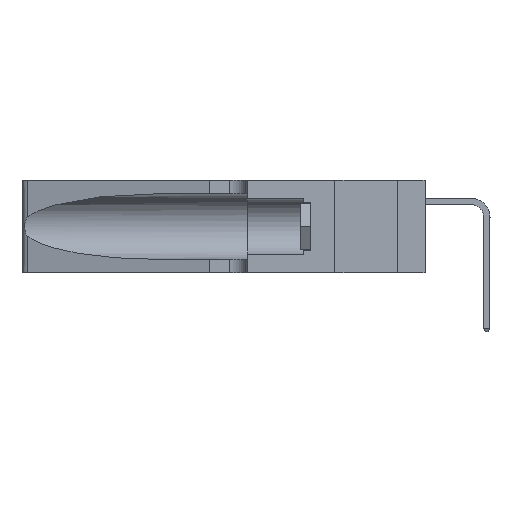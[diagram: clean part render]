
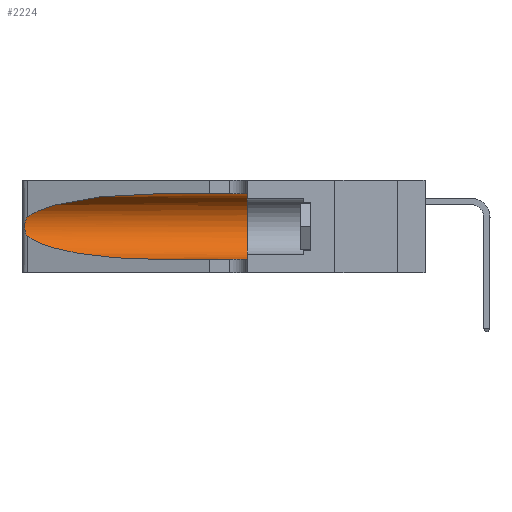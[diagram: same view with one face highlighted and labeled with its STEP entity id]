
A CAD part, left-side view. The second image highlights one B-rep face of the part: STEP entity #2224.
In plain terms, the highlighted cylindrical face has radius 3.308 mm (diameter 6.617 mm), a partial arc.
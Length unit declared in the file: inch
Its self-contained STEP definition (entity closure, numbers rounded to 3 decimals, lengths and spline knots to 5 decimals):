
#272 = ORIENTED_EDGE ( 'NONE', *, *, #4245, .F. ) ;
#362 = EDGE_CURVE ( 'NONE', #40000, #32290, #47871, .T. ) ;
#581 = CARTESIAN_POINT ( 'NONE',  ( 0.25487, 1.22718, 0.22369 ) ) ;
#2224 = ADVANCED_FACE ( 'NONE', ( #40162 ), #18891, .F. ) ;
#2330 = VECTOR ( 'NONE', #46291, 39.37008 ) ;
#2753 = VERTEX_POINT ( 'NONE', #4056 ) ;
#3946 = CARTESIAN_POINT ( 'NONE',  ( 0.26075, 1.23896, 0.178 ) ) ;
#4056 = CARTESIAN_POINT ( 'NONE',  ( 0.25487, 1.22718, 0.14631 ) ) ;
#4245 = EDGE_CURVE ( 'NONE', #32290, #43147, #48675, .T. ) ;
#4316 = EDGE_CURVE ( 'NONE', #33067, #43147, #14315, .T. ) ;
#7026 = ORIENTED_EDGE ( 'NONE', *, *, #14284, .T. ) ;
#7850 = CARTESIAN_POINT ( 'NONE',  ( 0.25487, 1.22718, 0.22369 ) ) ;
#7917 = CARTESIAN_POINT ( 'NONE',  ( 0.1305, 0.35, 0.05475 ) ) ;
#8018 = CARTESIAN_POINT ( 'NONE',  ( 0.25856, 1.23593, 0.16098 ) ) ;
#8519 =( BOUNDED_CURVE ( )  B_SPLINE_CURVE ( 3, ( #44561, #48553, #24584, #581 ),
 .UNSPECIFIED., .F., .T. ) 
 B_SPLINE_CURVE_WITH_KNOTS ( ( 4, 4 ),
 ( 1.5708, 2.84003 ),
 .UNSPECIFIED. ) 
 CURVE ( )  GEOMETRIC_REPRESENTATION_ITEM ( )  RATIONAL_B_SPLINE_CURVE ( ( 1., 0.87, 0.87, 1. ) ) 
 REPRESENTATION_ITEM ( '' )  );
#8718 = ORIENTED_EDGE ( 'NONE', *, *, #362, .F. ) ;
#12043 = CARTESIAN_POINT ( 'NONE',  ( 0.25639, 1.23186, 0.15144 ) ) ;
#12126 = VERTEX_POINT ( 'NONE', #51038 ) ;
#13363 = CARTESIAN_POINT ( 'NONE',  ( 0.25487, 1.22718, 0.14631 ) ) ;
#14203 = DIRECTION ( 'NONE',  ( 0., -1., 0. ) ) ;
#14284 = EDGE_CURVE ( 'NONE', #40000, #12126, #8519, .T. ) ;
#14312 = CARTESIAN_POINT ( 'NONE',  ( 0.1305, 1.61858, 0.05475 ) ) ;
#14315 = LINE ( 'NONE', #14312, #2330 ) ;
#16069 = CARTESIAN_POINT ( 'NONE',  ( 0.25487, 1.22718, 0.14631 ) ) ;
#17365 = CARTESIAN_POINT ( 'NONE',  ( 0.18966, 0.96281, 0.05475 ) ) ;
#17980 = CARTESIAN_POINT ( 'NONE',  ( 0.1305, 0.35, 0.185 ) ) ;
#18891 = CYLINDRICAL_SURFACE ( 'NONE', #38679, 0.13025 ) ;
#19303 = AXIS2_PLACEMENT_3D ( 'NONE', #17980, #45952, #21973 ) ;
#19901 = CARTESIAN_POINT ( 'NONE',  ( 0.25639, 1.23184, 0.21858 ) ) ;
#21660 = EDGE_CURVE ( 'NONE', #12126, #2753, #44686, .T. ) ;
#21973 = DIRECTION ( 'NONE',  ( 0., 0., 1. ) ) ;
#22035 = CARTESIAN_POINT ( 'NONE',  ( 0.1305, 1.61858, 0.185 ) ) ;
#23900 = CARTESIAN_POINT ( 'NONE',  ( 0.25854, 1.2359, 0.20912 ) ) ;
#24322 = CARTESIAN_POINT ( 'NONE',  ( 0.1305, 0.72297, 0.05475 ) ) ;
#24584 = CARTESIAN_POINT ( 'NONE',  ( 0.2373, 1.15595, 0.28018 ) ) ;
#26049 =( BOUNDED_CURVE ( )  B_SPLINE_CURVE ( 3, ( #13363, #41328, #17365, #45357 ),
 .UNSPECIFIED., .F., .T. ) 
 B_SPLINE_CURVE_WITH_KNOTS ( ( 4, 4 ),
 ( 3.44316, 4.71239 ),
 .UNSPECIFIED. ) 
 CURVE ( )  GEOMETRIC_REPRESENTATION_ITEM ( )  RATIONAL_B_SPLINE_CURVE ( ( 1., 0.87, 0.87, 1. ) ) 
 REPRESENTATION_ITEM ( '' )  );
#27907 = CARTESIAN_POINT ( 'NONE',  ( 0.26075, 1.23896, 0.19203 ) ) ;
#28078 = EDGE_LOOP ( 'NONE', ( #7026, #28884, #32051, #33438, #272, #8718 ) ) ;
#28884 = ORIENTED_EDGE ( 'NONE', *, *, #21660, .T. ) ;
#29292 = CARTESIAN_POINT ( 'NONE',  ( 0.1305, 0.72297, 0.31525 ) ) ;
#31791 = CARTESIAN_POINT ( 'NONE',  ( 0.25555, 1.22994, 0.2215 ) ) ;
#31959 = CARTESIAN_POINT ( 'NONE',  ( 0.26017, 1.23833, 0.17102 ) ) ;
#32051 = ORIENTED_EDGE ( 'NONE', *, *, #46732, .T. ) ;
#32290 = VERTEX_POINT ( 'NONE', #47339 ) ;
#33067 = VERTEX_POINT ( 'NONE', #24322 ) ;
#33438 = ORIENTED_EDGE ( 'NONE', *, *, #4316, .T. ) ;
#34943 = DIRECTION ( 'NONE',  ( 0., -1., 0. ) ) ;
#35968 = CARTESIAN_POINT ( 'NONE',  ( 0.25789, 1.23486, 0.15765 ) ) ;
#37247 = VECTOR ( 'NONE', #34943, 39.37008 ) ;
#38136 = DIRECTION ( 'NONE',  ( 0., 0., -1. ) ) ;
#38679 = AXIS2_PLACEMENT_3D ( 'NONE', #22035, #14203, #38136 ) ;
#40000 = VERTEX_POINT ( 'NONE', #29292 ) ;
#40007 = CARTESIAN_POINT ( 'NONE',  ( 0.25555, 1.22993, 0.14849 ) ) ;
#40162 = FACE_OUTER_BOUND ( 'NONE', #28078, .T. ) ;
#41328 = CARTESIAN_POINT ( 'NONE',  ( 0.2373, 1.15595, 0.08982 ) ) ;
#43147 = VERTEX_POINT ( 'NONE', #7917 ) ;
#44561 = CARTESIAN_POINT ( 'NONE',  ( 0.1305, 0.72297, 0.31525 ) ) ;
#44686 = B_SPLINE_CURVE_WITH_KNOTS ( 'NONE', 3,
 ( #7850, #31791, #19901, #47865, #23900, #51877, #27907, #3946, #31959, #8018, #35968, #12043, #40007, #16069 ),
 .UNSPECIFIED., .F., .F.,
 ( 4, 2, 2, 2, 2, 2, 4 ),
 ( 0., 0.00027, 0.00053, 0.00107, 0.0016, 0.00187, 0.00214 ),
 .UNSPECIFIED. ) ;
#45357 = CARTESIAN_POINT ( 'NONE',  ( 0.1305, 0.72297, 0.05475 ) ) ;
#45952 = DIRECTION ( 'NONE',  ( 0., 1., 0. ) ) ;
#46291 = DIRECTION ( 'NONE',  ( 0., -1., 0. ) ) ;
#46732 = EDGE_CURVE ( 'NONE', #2753, #33067, #26049, .T. ) ;
#46866 = CARTESIAN_POINT ( 'NONE',  ( 0.1305, 1.61858, 0.31525 ) ) ;
#47339 = CARTESIAN_POINT ( 'NONE',  ( 0.1305, 0.35, 0.31525 ) ) ;
#47865 = CARTESIAN_POINT ( 'NONE',  ( 0.25787, 1.23484, 0.2124 ) ) ;
#47871 = LINE ( 'NONE', #46866, #37247 ) ;
#48553 = CARTESIAN_POINT ( 'NONE',  ( 0.18966, 0.96281, 0.31525 ) ) ;
#48675 = CIRCLE ( 'NONE', #19303, 0.13025 ) ;
#51038 = CARTESIAN_POINT ( 'NONE',  ( 0.25487, 1.22718, 0.22369 ) ) ;
#51877 = CARTESIAN_POINT ( 'NONE',  ( 0.26018, 1.23835, 0.19895 ) ) ;
